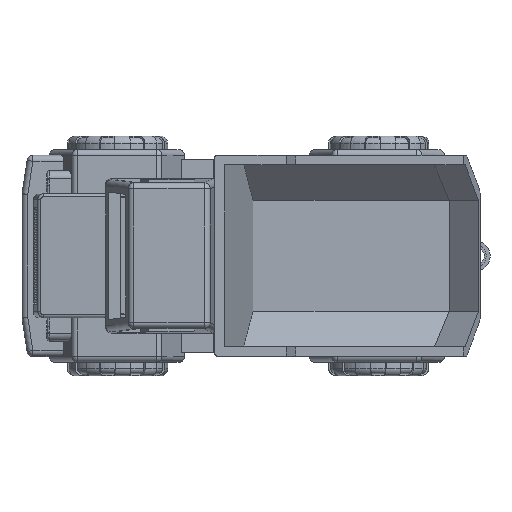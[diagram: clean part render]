
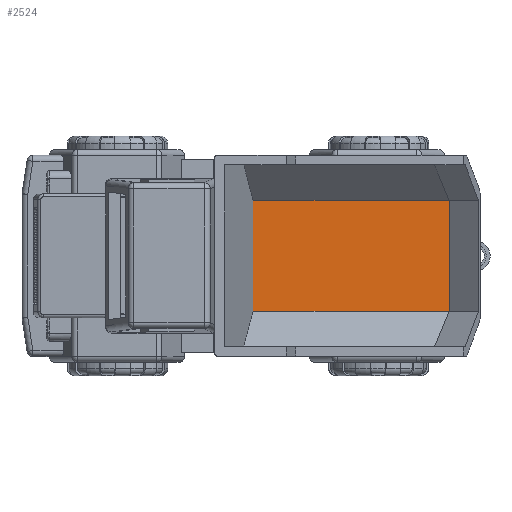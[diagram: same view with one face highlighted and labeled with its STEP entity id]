
A CAD part, top view. The second image highlights one B-rep face of the part: STEP entity #2524.
In plain terms, the highlighted planar face has unit normal (0.002, 0, 1).
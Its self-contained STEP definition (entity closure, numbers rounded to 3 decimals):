
#2524=ADVANCED_FACE('',(#5560),#5561,.T.);
#5560=FACE_OUTER_BOUND('',#9536,.T.);
#5561=PLANE('',#9537);
#9536=EDGE_LOOP('',(#17340,#17341,#17342,#17343));
#9537=AXIS2_PLACEMENT_3D('',#17344,#17345,#17346);
#17340=ORIENTED_EDGE('',*,*,#25740,.F.);
#17341=ORIENTED_EDGE('',*,*,#25741,.F.);
#17342=ORIENTED_EDGE('',*,*,#25091,.T.);
#17343=ORIENTED_EDGE('',*,*,#25742,.F.);
#17344=CARTESIAN_POINT('',(0.,-50.0,3.0));
#17345=DIRECTION('',(0.0,0.0,1.0));
#17346=DIRECTION('',(1.0,0.0,0.0));
#25091=EDGE_CURVE('',#30867,#30865,#30868,.T.);
#25740=EDGE_CURVE('',#31762,#31763,#31764,.T.);
#25741=EDGE_CURVE('',#30867,#31762,#31765,.T.);
#25742=EDGE_CURVE('',#31763,#30865,#31766,.F.);
#30865=VERTEX_POINT('',#39829);
#30867=VERTEX_POINT('',#39832);
#30868=LINE('',#39833,#39834);
#31762=VERTEX_POINT('',#41249);
#31763=VERTEX_POINT('',#41250);
#31764=LINE('',#41251,#41252);
#31765=LINE('',#41253,#41254);
#31766=LINE('',#41255,#41256);
#39829=CARTESIAN_POINT('',(51.257,28.757,3.0));
#39832=CARTESIAN_POINT('',(51.257,-28.757,3.0));
#39833=CARTESIAN_POINT('',(51.257,-50.0,3.0));
#39834=VECTOR('',#45456,1.0);
#41249=CARTESIAN_POINT('',(-50.198,-28.757,3.0));
#41250=CARTESIAN_POINT('',(-50.198,28.757,3.0));
#41251=CARTESIAN_POINT('',(-50.198,-50.0,3.0));
#41252=VECTOR('',#46024,1.0);
#41253=CARTESIAN_POINT('',(0.0,-28.757,3.0));
#41254=VECTOR('',#46025,1.0);
#41255=CARTESIAN_POINT('',(0.,28.757,3.0));
#41256=VECTOR('',#46026,1.0);
#45456=DIRECTION('',(0.0,1.0,0.0));
#46024=DIRECTION('',(0.0,1.0,0.0));
#46025=DIRECTION('',(-1.0,0.0,0.0));
#46026=DIRECTION('',(-1.0,0.0,0.0));
